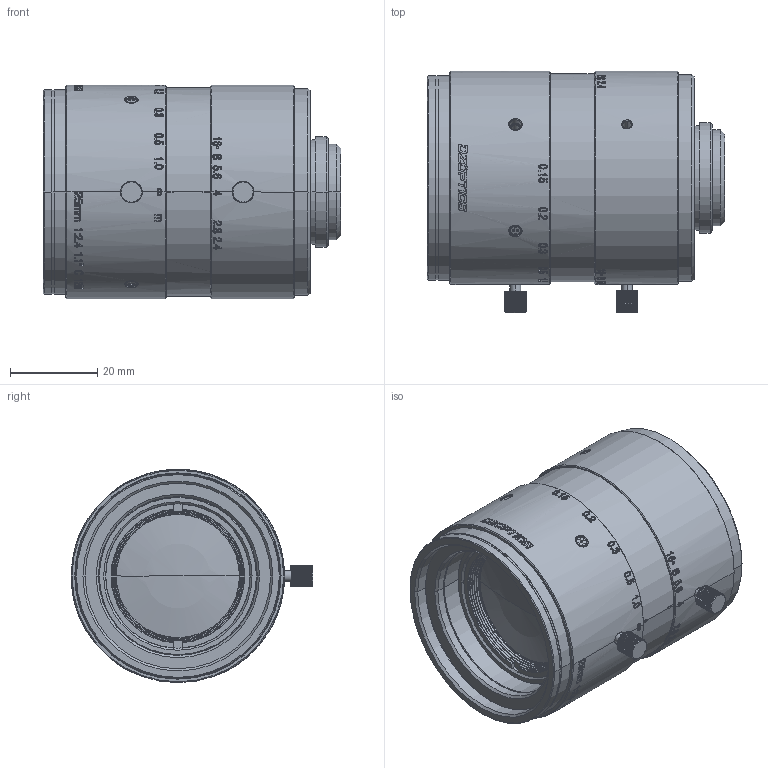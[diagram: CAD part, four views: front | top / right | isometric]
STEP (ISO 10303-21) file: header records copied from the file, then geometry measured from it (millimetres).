
FILE_DESCRIPTION((''),'2;1');
FILE_NAME('DZO_LA2524A_1112_ALL_ASM','2022-06-29T',('Administrator'),(''),'PRO/ENGINEER BY PARAMETRIC TECHNOLOGY CORPORATION, 2014320','PRO/ENGINEER BY PARAMETRIC TECHNOLOGY CORPORATION, 2014320','');
FILE_SCHEMA(('CONFIG_CONTROL_DESIGN'));
Products named in the file (1): DZO_LA2524A_1112_ALL_ASM
Bounding box: 68.35 x 55.5 x 49 mm (x, y, z)
Volume: 67483 mm3; surface area: 50655.6 mm2
Topology: 1 solids, 20 shells, 2738 faces, 7124 edges, 4617 vertices
Faces by surface type: bspline 972, plane 851, cylinder 573, cone 270, torus 40, extrusion 24, sphere 8
Entity records: 135680 total; most frequent: CARTESIAN_POINT 74894, ORIENTED_EDGE 14196, DIRECTION 9765, EDGE_CURVE 7102, VERTEX_POINT 4617, AXIS2_PLACEMENT_3D 3363, VECTOR 3039, LINE 3015
